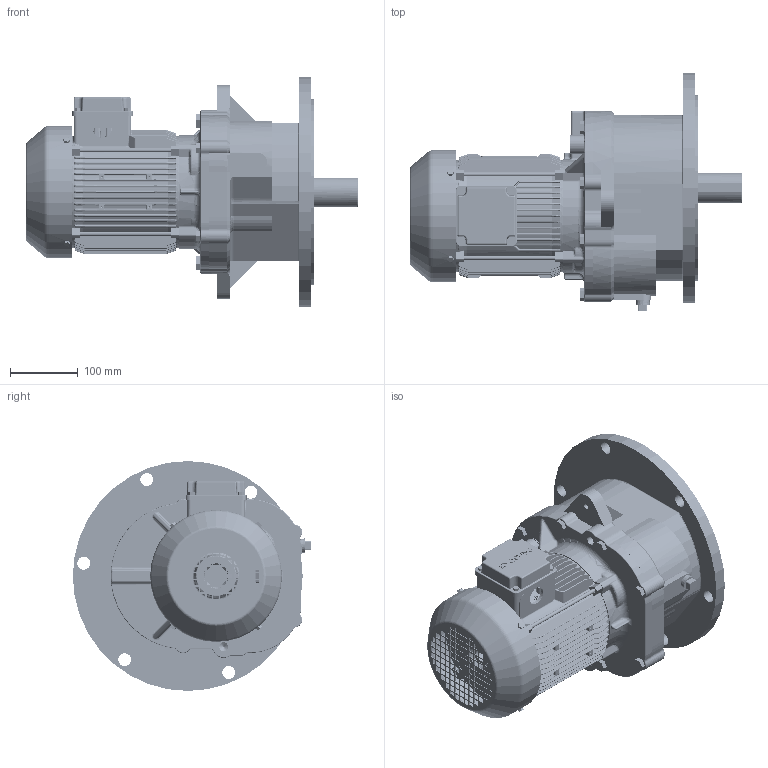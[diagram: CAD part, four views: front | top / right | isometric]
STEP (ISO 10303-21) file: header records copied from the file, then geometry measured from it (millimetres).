
FILE_DESCRIPTION (( 'STEP AP214' ), '1' );
FILE_NAME ('EK2DO100769H0001_F1VA17_1.5KW_R40~120_CUSTOMER.stp', '2024-03-20T00:44:45', ( 'admin' ), ( '' ), 'SwSTEP 2.0', 'SolidWorks 2022', '' );
FILE_SCHEMA (( 'AUTOMOTIVE_DESIGN' ));
Length unit declared in the file: millimetre
Products named in the file (1): EK2DO100769H0001_F1VA17_1.5KW_R40~120_CUSTOMER
Bounding box: 491 x 352.52 x 340 mm (x, y, z)
Volume: 8791165.1 mm3; surface area: 1232918.8 mm2
Topology: 38 solids, 45 shells, 6978 faces, 17448 edges, 10565 vertices
Faces by surface type: bspline 2314, cylinder 2223, plane 1543, torus 506, cone 322, sphere 70
Entity records: 362026 total; most frequent: CARTESIAN_POINT 132899, ORIENTED_EDGE 34652, DIRECTION 28207, EDGE_CURVE 17326, AXIS2_PLACEMENT_3D 11026, VERTEX_POINT 10562, EDGE_LOOP 7454, UNCERTAINTY_MEASURE_WITH_UNIT 7018
